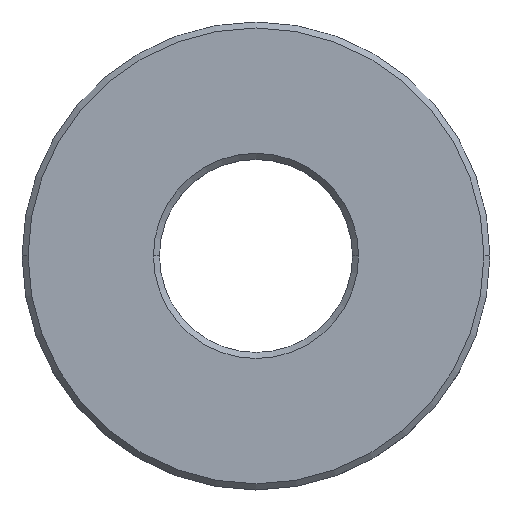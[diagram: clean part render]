
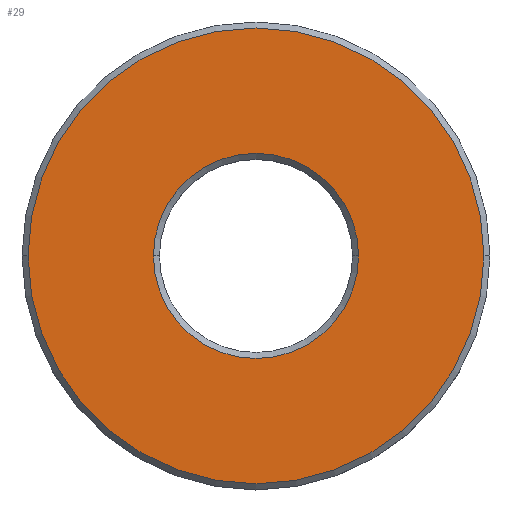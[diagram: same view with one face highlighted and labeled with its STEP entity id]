
A CAD part, top view. The second image highlights one B-rep face of the part: STEP entity #29.
In plain terms, the highlighted planar face has unit normal (0, 0, 1).
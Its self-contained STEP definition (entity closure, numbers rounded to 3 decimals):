
#1 = AXIS2_PLACEMENT_3D ( 'NONE', #122, #526, #202 ) ;
#18 = DIRECTION ( 'NONE',  ( 1., 0., 0. ) ) ;
#29 = ADVANCED_FACE ( 'NONE', ( #466, #394 ), #209, .T. ) ;
#38 = CARTESIAN_POINT ( 'NONE',  ( -19., 0., 6.9 ) ) ;
#81 = EDGE_CURVE ( 'NONE', #523, #416, #514, .T. ) ;
#82 = CARTESIAN_POINT ( 'NONE',  ( 0., 0., 6.9 ) ) ;
#87 = CARTESIAN_POINT ( 'NONE',  ( 0., 0., 6.9 ) ) ;
#122 = CARTESIAN_POINT ( 'NONE',  ( 0., 0., 6.9 ) ) ;
#124 = DIRECTION ( 'NONE',  ( 1., 0., 0. ) ) ;
#150 = CIRCLE ( 'NONE', #404, 8.55 ) ;
#163 = AXIS2_PLACEMENT_3D ( 'NONE', #449, #319, #524 ) ;
#175 = ORIENTED_EDGE ( 'NONE', *, *, #252, .T. ) ;
#176 = VERTEX_POINT ( 'NONE', #513 ) ;
#182 = ORIENTED_EDGE ( 'NONE', *, *, #428, .T. ) ;
#202 = DIRECTION ( 'NONE',  ( 1., 0., 0. ) ) ;
#209 = PLANE ( 'NONE',  #163 ) ;
#222 = VERTEX_POINT ( 'NONE', #308 ) ;
#234 = CIRCLE ( 'NONE', #463, 19. ) ;
#252 = EDGE_CURVE ( 'NONE', #222, #176, #259, .T. ) ;
#258 = ORIENTED_EDGE ( 'NONE', *, *, #389, .T. ) ;
#259 = CIRCLE ( 'NONE', #1, 8.55 ) ;
#274 = EDGE_LOOP ( 'NONE', ( #258, #175 ) ) ;
#308 = CARTESIAN_POINT ( 'NONE',  ( -8.55, 0., 6.9 ) ) ;
#314 = DIRECTION ( 'NONE',  ( 0., 0., 1. ) ) ;
#319 = DIRECTION ( 'NONE',  ( 0., 0., 1. ) ) ;
#328 = DIRECTION ( 'NONE',  ( 0., 0., -1. ) ) ;
#351 = CARTESIAN_POINT ( 'NONE',  ( 19., 0., 6.9 ) ) ;
#355 = CARTESIAN_POINT ( 'NONE',  ( 0., 0., 6.9 ) ) ;
#365 = DIRECTION ( 'NONE',  ( 0., 0., 1. ) ) ;
#389 = EDGE_CURVE ( 'NONE', #176, #222, #150, .T. ) ;
#394 = FACE_OUTER_BOUND ( 'NONE', #462, .T. ) ;
#404 = AXIS2_PLACEMENT_3D ( 'NONE', #87, #328, #496 ) ;
#416 = VERTEX_POINT ( 'NONE', #351 ) ;
#428 = EDGE_CURVE ( 'NONE', #416, #523, #234, .T. ) ;
#449 = CARTESIAN_POINT ( 'NONE',  ( 0., 0., 6.9 ) ) ;
#462 = EDGE_LOOP ( 'NONE', ( #505, #182 ) ) ;
#463 = AXIS2_PLACEMENT_3D ( 'NONE', #82, #365, #124 ) ;
#466 = FACE_BOUND ( 'NONE', #274, .T. ) ;
#480 = AXIS2_PLACEMENT_3D ( 'NONE', #355, #314, #18 ) ;
#496 = DIRECTION ( 'NONE',  ( 1., 0., 0. ) ) ;
#505 = ORIENTED_EDGE ( 'NONE', *, *, #81, .T. ) ;
#513 = CARTESIAN_POINT ( 'NONE',  ( 8.55, 0., 6.9 ) ) ;
#514 = CIRCLE ( 'NONE', #480, 19. ) ;
#523 = VERTEX_POINT ( 'NONE', #38 ) ;
#524 = DIRECTION ( 'NONE',  ( 1., 0., 0. ) ) ;
#526 = DIRECTION ( 'NONE',  ( 0., 0., -1. ) ) ;
